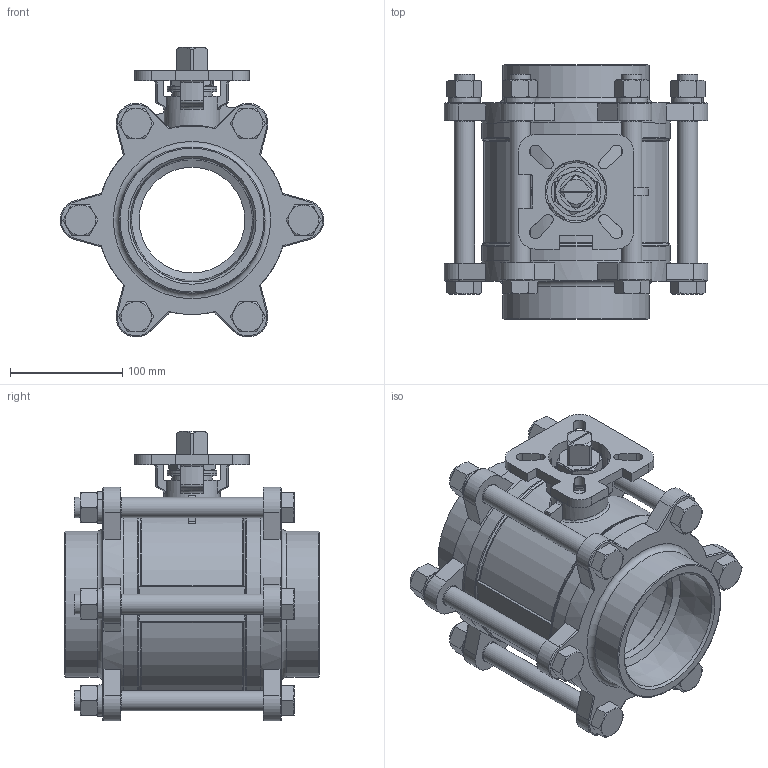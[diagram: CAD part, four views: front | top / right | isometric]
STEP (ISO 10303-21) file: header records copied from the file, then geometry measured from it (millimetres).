
FILE_DESCRIPTION(('STEP AP214'),'1');
FILE_NAME('4.stp','2023-12-06T03:18:03',(' '),(' '),'Spatial InterOp 3D',' ',' ');
FILE_SCHEMA(('AUTOMOTIVE_DESIGN { 1 0 10303 214 1 1 1 1 }'));
Length unit declared in the file: millimetre
Products named in the file (25): 3PC _____ 4"; body; stem; 焊接阀盖; 螺母 ： 标准 - M18.0 x 15.8; 垫圈 ： 单圈弹簧 - M18.0 x 4.5; 螺栓 ： 六角头 - M18.0 x 184.0; TLZ中口填料; 填料压环; 碟簧; 防松垫片; 非标螺母
Assembly tree (29 placements, depth 2):
  3PC _____ 4"
    body
    stem
    焊接阀盖
    焊接阀盖
    螺母 ： 标准 - M18.0 x 15.8
    垫圈 ： 单圈弹簧 - M18.0 x 4.5
    螺母 ： 标准 - M18.0 x 15.8
    垫圈 ： 单圈弹簧 - M18.0 x 4.5
    螺母 ： 标准 - M18.0 x 15.8
    垫圈 ： 单圈弹簧 - M18.0 x 4.5
    螺母 ： 标准 - M18.0 x 15.8
    垫圈 ： 单圈弹簧 - M18.0 x 4.5
    螺母 ： 标准 - M18.0 x 15.8
    垫圈 ： 单圈弹簧 - M18.0 x 4.5
    螺母 ： 标准 - M18.0 x 15.8
    垫圈 ： 单圈弹簧 - M18.0 x 4.5
    螺栓 ： 六角头 - M18.0 x 184.0  x6
    TLZ中口填料
    填料压环
    TLZ中口填料
    碟簧
    碟簧
    防松垫片
    非标螺母
Bounding box: 234.37 x 226.6 x 257.82 mm (x, y, z)
Volume: 1954196.9 mm3; surface area: 476107.4 mm2
Topology: 32 solids, 32 shells, 673 faces, 1599 edges, 997 vertices
Faces by surface type: plane 281, cone 196, cylinder 131, torus 49, bspline 15, sphere 1
Full cylindrical faces by diameter (mm): 18 x12, 19 x1, 19.2 x12, 26 x1, 28 x7, 28.5 x1, 29 x2, 35.8 x1, 36 x7, 36.5 x1, 37.5 x1, 44 x2, 55 x1, 94 x2, 130 x2, 150 x1, 152 x2, 160 x2, 168 x4
Entity records: 25580 total; most frequent: CARTESIAN_POINT 7434, DIRECTION 2610, ORIENTED_EDGE 2576, EDGE_CURVE 1288, AXIS2_PLACEMENT_3D 1093, VERTEX_POINT 877, EDGE_LOOP 793, FACE_OUTER_BOUND 656
